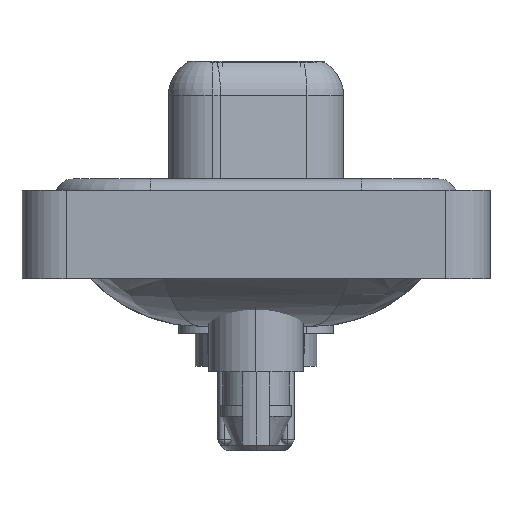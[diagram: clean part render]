
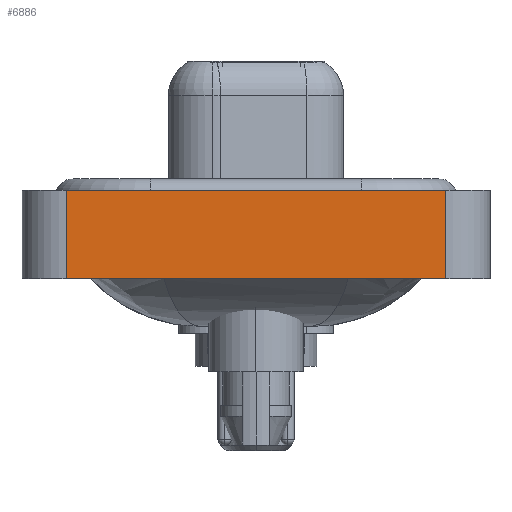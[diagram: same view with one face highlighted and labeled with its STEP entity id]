
A CAD part, left-side view. The second image highlights one B-rep face of the part: STEP entity #6886.
In plain terms, the highlighted planar face has unit normal (-1, 0, 0).
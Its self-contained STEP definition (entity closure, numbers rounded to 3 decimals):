
#1245 = VERTEX_POINT ( 'NONE', #24586 ) ;
#1547 = VECTOR ( 'NONE', #9855, 1000. ) ;
#2098 = ORIENTED_EDGE ( 'NONE', *, *, #7545, .T. ) ;
#2114 = CARTESIAN_POINT ( 'NONE',  ( -7.35, -8.55, 0.4 ) ) ;
#2566 = ORIENTED_EDGE ( 'NONE', *, *, #23187, .F. ) ;
#2966 = CARTESIAN_POINT ( 'NONE',  ( -7.35, -8.55, 0.4 ) ) ;
#3243 = VERTEX_POINT ( 'NONE', #15107 ) ;
#3743 = LINE ( 'NONE', #12722, #4804 ) ;
#3748 = EDGE_LOOP ( 'NONE', ( #8895, #2566, #6183, #2098 ) ) ;
#4210 = VECTOR ( 'NONE', #8870, 1000. ) ;
#4804 = VECTOR ( 'NONE', #21158, 1000. ) ;
#6183 = ORIENTED_EDGE ( 'NONE', *, *, #10248, .F. ) ;
#6551 = DIRECTION ( 'NONE',  ( -1., 0., 0. ) ) ;
#6886 = ADVANCED_FACE ( 'NONE', ( #23674 ), #14852, .T. ) ;
#7139 = DIRECTION ( 'NONE',  ( 0., -1., 0. ) ) ;
#7545 = EDGE_CURVE ( 'NONE', #1245, #19295, #25817, .T. ) ;
#8216 = EDGE_CURVE ( 'NONE', #19295, #14126, #24846, .T. ) ;
#8870 = DIRECTION ( 'NONE',  ( 0., -1., 0. ) ) ;
#8895 = ORIENTED_EDGE ( 'NONE', *, *, #8216, .T. ) ;
#8938 = CARTESIAN_POINT ( 'NONE',  ( -7.35, -8.55, -3.6 ) ) ;
#9855 = DIRECTION ( 'NONE',  ( 0., 0., 1. ) ) ;
#10248 = EDGE_CURVE ( 'NONE', #1245, #3243, #3743, .T. ) ;
#10603 = CARTESIAN_POINT ( 'NONE',  ( -7.35, -8.55, -3.6 ) ) ;
#11244 = LINE ( 'NONE', #2114, #4210 ) ;
#12722 = CARTESIAN_POINT ( 'NONE',  ( -7.35, 8.55, -3.6 ) ) ;
#14126 = VERTEX_POINT ( 'NONE', #2966 ) ;
#14852 = PLANE ( 'NONE',  #19677 ) ;
#15107 = CARTESIAN_POINT ( 'NONE',  ( -7.35, 8.55, 0.4 ) ) ;
#15130 = DIRECTION ( 'NONE',  ( 0., 0., 1. ) ) ;
#18571 = VECTOR ( 'NONE', #7139, 1000. ) ;
#19295 = VERTEX_POINT ( 'NONE', #10603 ) ;
#19677 = AXIS2_PLACEMENT_3D ( 'NONE', #8938, #6551, #15130 ) ;
#20069 = CARTESIAN_POINT ( 'NONE',  ( -7.35, -8.55, -3.6 ) ) ;
#21158 = DIRECTION ( 'NONE',  ( 0., 0., 1. ) ) ;
#22464 = CARTESIAN_POINT ( 'NONE',  ( -7.35, -8.55, -3.6 ) ) ;
#23187 = EDGE_CURVE ( 'NONE', #3243, #14126, #11244, .T. ) ;
#23674 = FACE_OUTER_BOUND ( 'NONE', #3748, .T. ) ;
#24586 = CARTESIAN_POINT ( 'NONE',  ( -7.35, 8.55, -3.6 ) ) ;
#24846 = LINE ( 'NONE', #22464, #1547 ) ;
#25817 = LINE ( 'NONE', #20069, #18571 ) ;
